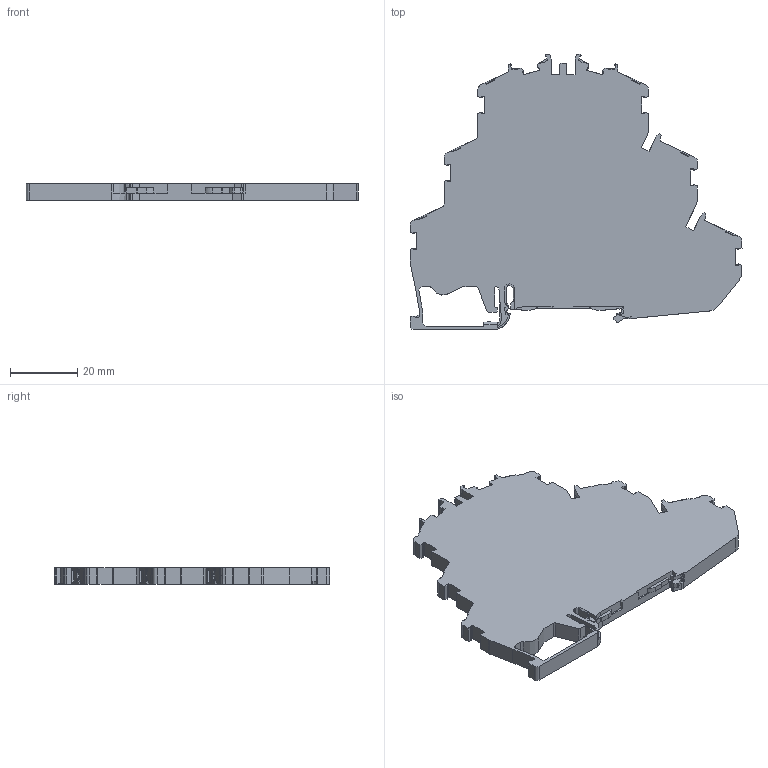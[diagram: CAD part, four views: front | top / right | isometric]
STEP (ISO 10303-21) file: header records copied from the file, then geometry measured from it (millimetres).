
FILE_DESCRIPTION (( 'STEP AP214' ), '1' );
FILE_NAME ('307180_PYK 2,5-2FT_Beige.STP', '2015-08-05T05:34:10', ( '' ), ( '' ), 'SwSTEP 2.0', 'SolidWorks 2015', '' );
FILE_SCHEMA (( 'AUTOMOTIVE_DESIGN' ));
Length unit declared in the file: millimetre
Products named in the file (1): 307180_PYK 2,5-2FT_Beige
Bounding box: 98.73 x 81.85 x 5 mm (x, y, z)
Volume: 25842 mm3
Topology: 1 solids, 2 shells, 795 faces, 2312 edges, 1523 vertices
Faces by surface type: plane 517, cylinder 245, bspline 33
Entity records: 34878 total; most frequent: CARTESIAN_POINT 5703, ORIENTED_EDGE 4626, DIRECTION 4105, EDGE_CURVE 2313, VECTOR 1659, LINE 1659, VERTEX_POINT 1523, AXIS2_PLACEMENT_3D 1223
